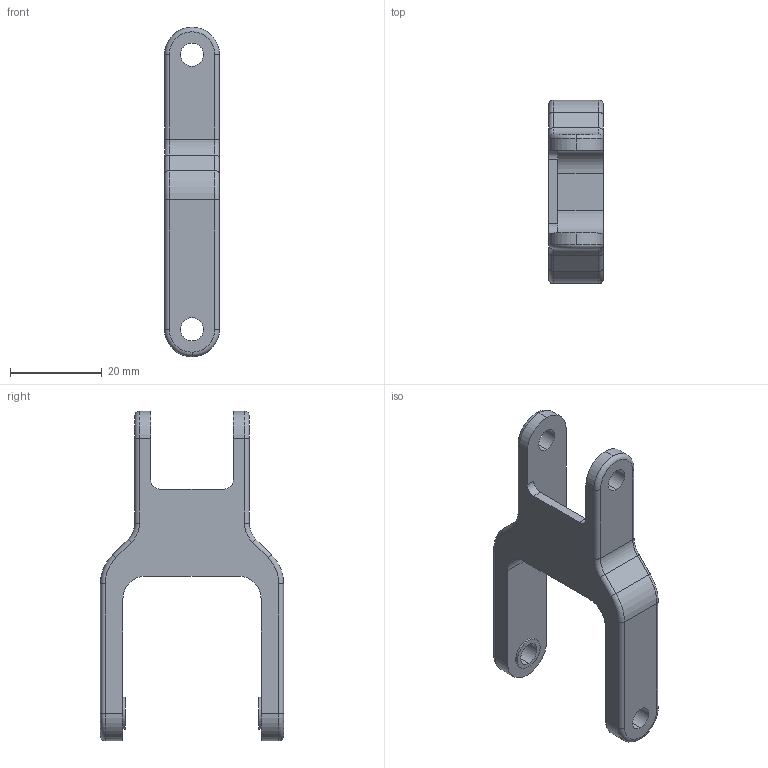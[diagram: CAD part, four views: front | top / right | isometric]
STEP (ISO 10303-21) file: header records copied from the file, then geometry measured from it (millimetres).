
FILE_DESCRIPTION (( 'STEP AP214' ), '1' );
FILE_NAME ('镜向从动杆.STEP', '2026-01-12T07:02:12', ( '' ), ( '' ), 'SwSTEP 2.0', 'SolidWorks 2025', '' );
FILE_SCHEMA (( 'AUTOMOTIVE_DESIGN' ));
Length unit declared in the file: millimetre
Products named in the file (1): 镜向从动杆
Bounding box: 12 x 40 x 72 mm (x, y, z)
Volume: 9229 mm3; surface area: 5917.6 mm2
Topology: 1 solids, 1 shells, 73 faces, 182 edges, 113 vertices
Faces by surface type: cylinder 40, plane 18, torus 15
Entity records: 2235 total; most frequent: DIRECTION 430, CARTESIAN_POINT 369, ORIENTED_EDGE 364, EDGE_CURVE 182, AXIS2_PLACEMENT_3D 174, VERTEX_POINT 113, CIRCLE 100, EDGE_LOOP 83
